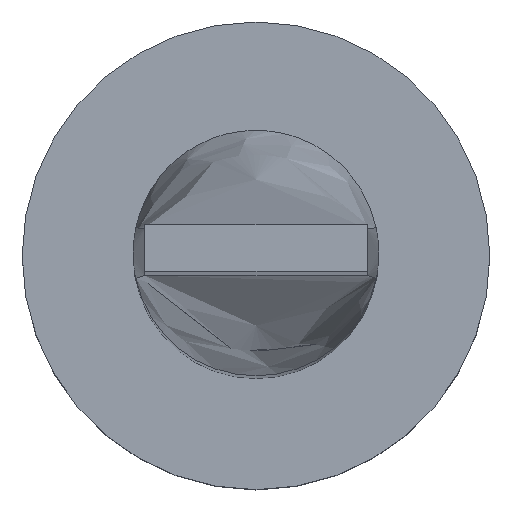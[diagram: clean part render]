
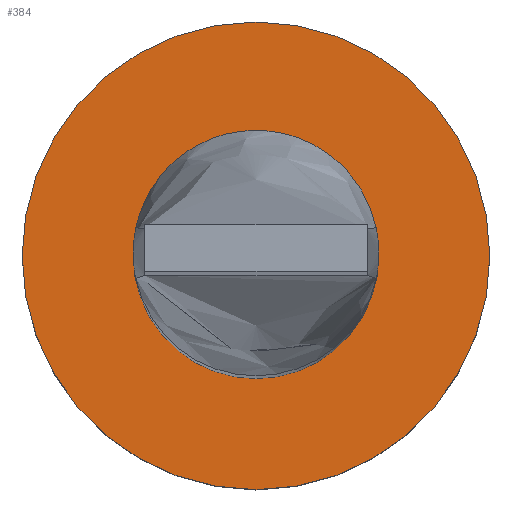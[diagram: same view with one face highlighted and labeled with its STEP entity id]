
A CAD part, top view. The second image highlights one B-rep face of the part: STEP entity #384.
In plain terms, the highlighted planar face has unit normal (0, 0, 1).
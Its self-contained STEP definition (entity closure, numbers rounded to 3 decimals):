
#5 = CIRCLE ( 'NONE', #359, 2.1 ) ;
#6 = PLANE ( 'NONE',  #107 ) ;
#9 = AXIS2_PLACEMENT_3D ( 'NONE', #535, #541, #233 ) ;
#16 = EDGE_CURVE ( 'NONE', #403, #443, #371, .T. ) ;
#25 = EDGE_LOOP ( 'NONE', ( #333, #578 ) ) ;
#31 = CARTESIAN_POINT ( 'NONE',  ( 0., 0., 3. ) ) ;
#33 = CARTESIAN_POINT ( 'NONE',  ( 0., 0., 3. ) ) ;
#35 = CARTESIAN_POINT ( 'NONE',  ( -2.1, 0., 3. ) ) ;
#47 = DIRECTION ( 'NONE',  ( 1., 0., 0. ) ) ;
#50 = CIRCLE ( 'NONE', #9, 2.1 ) ;
#74 = DIRECTION ( 'NONE',  ( 0., 0., 1. ) ) ;
#89 = DIRECTION ( 'NONE',  ( 1., 0., 0. ) ) ;
#90 = CIRCLE ( 'NONE', #207, 4. ) ;
#97 = CARTESIAN_POINT ( 'NONE',  ( 4., 0., 3. ) ) ;
#107 = AXIS2_PLACEMENT_3D ( 'NONE', #457, #242, #47 ) ;
#147 = FACE_BOUND ( 'NONE', #25, .T. ) ;
#207 = AXIS2_PLACEMENT_3D ( 'NONE', #411, #492, #264 ) ;
#233 = DIRECTION ( 'NONE',  ( 1., 0., 0. ) ) ;
#235 = EDGE_CURVE ( 'NONE', #252, #297, #50, .T. ) ;
#237 = CARTESIAN_POINT ( 'NONE',  ( -4., 0., 3. ) ) ;
#242 = DIRECTION ( 'NONE',  ( 0., 0., 1. ) ) ;
#252 = VERTEX_POINT ( 'NONE', #35 ) ;
#253 = EDGE_CURVE ( 'NONE', #443, #403, #90, .T. ) ;
#264 = DIRECTION ( 'NONE',  ( 1., 0., 0. ) ) ;
#297 = VERTEX_POINT ( 'NONE', #569 ) ;
#333 = ORIENTED_EDGE ( 'NONE', *, *, #235, .F. ) ;
#335 = ORIENTED_EDGE ( 'NONE', *, *, #16, .T. ) ;
#359 = AXIS2_PLACEMENT_3D ( 'NONE', #31, #74, #530 ) ;
#371 = CIRCLE ( 'NONE', #458, 4. ) ;
#384 = ADVANCED_FACE ( 'NONE', ( #147, #415 ), #6, .T. ) ;
#396 = ORIENTED_EDGE ( 'NONE', *, *, #253, .T. ) ;
#403 = VERTEX_POINT ( 'NONE', #237 ) ;
#411 = CARTESIAN_POINT ( 'NONE',  ( 0., 0., 3. ) ) ;
#415 = FACE_OUTER_BOUND ( 'NONE', #439, .T. ) ;
#439 = EDGE_LOOP ( 'NONE', ( #335, #396 ) ) ;
#443 = VERTEX_POINT ( 'NONE', #97 ) ;
#451 = DIRECTION ( 'NONE',  ( 0., 0., 1. ) ) ;
#457 = CARTESIAN_POINT ( 'NONE',  ( 0., 0., 3. ) ) ;
#458 = AXIS2_PLACEMENT_3D ( 'NONE', #33, #451, #89 ) ;
#492 = DIRECTION ( 'NONE',  ( 0., 0., 1. ) ) ;
#530 = DIRECTION ( 'NONE',  ( 1., 0., 0. ) ) ;
#535 = CARTESIAN_POINT ( 'NONE',  ( 0., 0., 3. ) ) ;
#541 = DIRECTION ( 'NONE',  ( 0., 0., 1. ) ) ;
#568 = EDGE_CURVE ( 'NONE', #297, #252, #5, .T. ) ;
#569 = CARTESIAN_POINT ( 'NONE',  ( 2.1, 0., 3. ) ) ;
#578 = ORIENTED_EDGE ( 'NONE', *, *, #568, .F. ) ;
